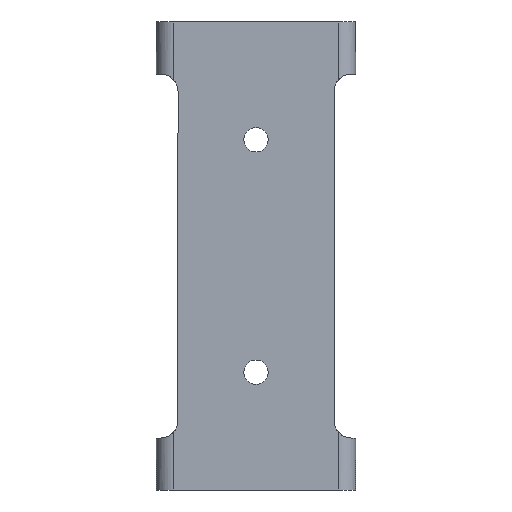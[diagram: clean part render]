
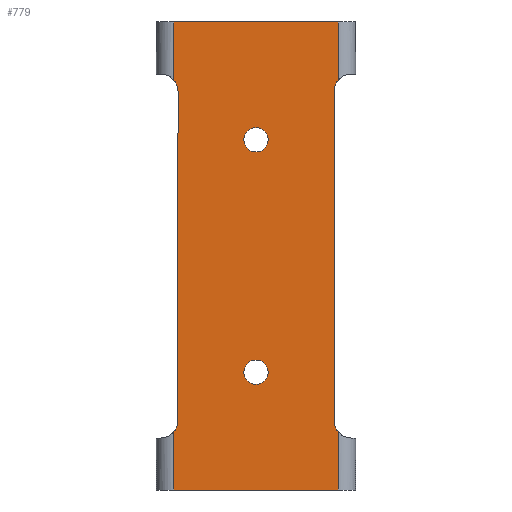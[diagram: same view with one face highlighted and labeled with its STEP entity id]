
A CAD part, front view. The second image highlights one B-rep face of the part: STEP entity #779.
In plain terms, the highlighted planar face has unit normal (0, -1, 0).
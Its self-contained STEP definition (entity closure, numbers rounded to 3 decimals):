
#23=FACE_BOUND('',#112,.T.);
#24=FACE_BOUND('',#113,.T.);
#40=PLANE('',#865);
#69=FACE_OUTER_BOUND('',#111,.T.);
#111=EDGE_LOOP('',(#610,#611,#612,#613,#614,#615,#616,#617,#618,#619,#620,
#621));
#112=EDGE_LOOP('',(#622));
#113=EDGE_LOOP('',(#623));
#178=LINE('',#1245,#252);
#181=LINE('',#1285,#255);
#184=LINE('',#1308,#258);
#185=LINE('',#1311,#259);
#186=LINE('',#1313,#260);
#187=LINE('',#1314,#261);
#188=LINE('',#1316,#262);
#189=LINE('',#1317,#263);
#252=VECTOR('',#993,10.);
#255=VECTOR('',#1010,10.);
#258=VECTOR('',#1023,10.);
#259=VECTOR('',#1026,10.);
#260=VECTOR('',#1027,10.);
#261=VECTOR('',#1028,10.);
#262=VECTOR('',#1029,10.);
#263=VECTOR('',#1030,10.);
#308=CIRCLE('',#851,2.);
#309=CIRCLE('',#854,2.);
#312=CIRCLE('',#858,2.);
#313=CIRCLE('',#861,2.);
#316=CIRCLE('',#866,1.4);
#317=CIRCLE('',#867,1.4);
#368=VERTEX_POINT('',#1222);
#370=VERTEX_POINT('',#1237);
#372=VERTEX_POINT('',#1243);
#373=VERTEX_POINT('',#1247);
#374=VERTEX_POINT('',#1248);
#376=VERTEX_POINT('',#1266);
#378=VERTEX_POINT('',#1281);
#379=VERTEX_POINT('',#1288);
#380=VERTEX_POINT('',#1304);
#382=VERTEX_POINT('',#1310);
#383=VERTEX_POINT('',#1312);
#384=VERTEX_POINT('',#1315);
#385=VERTEX_POINT('',#1318);
#386=VERTEX_POINT('',#1320);
#454=EDGE_CURVE('',#370,#368,#308,.T.);
#457=EDGE_CURVE('',#372,#370,#178,.T.);
#458=EDGE_CURVE('',#373,#374,#309,.F.);
#465=EDGE_CURVE('',#378,#376,#312,.T.);
#466=EDGE_CURVE('',#373,#378,#181,.T.);
#468=EDGE_CURVE('',#372,#379,#313,.F.);
#473=EDGE_CURVE('',#376,#380,#184,.T.);
#474=EDGE_CURVE('',#374,#382,#185,.F.);
#475=EDGE_CURVE('',#383,#382,#186,.T.);
#476=EDGE_CURVE('',#368,#383,#187,.F.);
#477=EDGE_CURVE('',#384,#379,#188,.T.);
#478=EDGE_CURVE('',#384,#380,#189,.T.);
#479=EDGE_CURVE('',#385,#385,#316,.T.);
#480=EDGE_CURVE('',#386,#386,#317,.T.);
#610=ORIENTED_EDGE('',*,*,#473,.F.);
#611=ORIENTED_EDGE('',*,*,#465,.F.);
#612=ORIENTED_EDGE('',*,*,#466,.F.);
#613=ORIENTED_EDGE('',*,*,#458,.T.);
#614=ORIENTED_EDGE('',*,*,#474,.T.);
#615=ORIENTED_EDGE('',*,*,#475,.F.);
#616=ORIENTED_EDGE('',*,*,#476,.F.);
#617=ORIENTED_EDGE('',*,*,#454,.F.);
#618=ORIENTED_EDGE('',*,*,#457,.F.);
#619=ORIENTED_EDGE('',*,*,#468,.T.);
#620=ORIENTED_EDGE('',*,*,#477,.F.);
#621=ORIENTED_EDGE('',*,*,#478,.T.);
#622=ORIENTED_EDGE('',*,*,#479,.F.);
#623=ORIENTED_EDGE('',*,*,#480,.F.);
#779=ADVANCED_FACE('',(#69,#23,#24),#40,.F.);
#851=AXIS2_PLACEMENT_3D('',#1239,#987,#988);
#854=AXIS2_PLACEMENT_3D('',#1249,#996,#997);
#858=AXIS2_PLACEMENT_3D('',#1283,#1006,#1007);
#861=AXIS2_PLACEMENT_3D('',#1289,#1014,#1015);
#865=AXIS2_PLACEMENT_3D('',#1309,#1024,#1025);
#866=AXIS2_PLACEMENT_3D('',#1319,#1031,#1032);
#867=AXIS2_PLACEMENT_3D('',#1321,#1033,#1034);
#987=DIRECTION('center_axis',(0.,-1.,0.));
#988=DIRECTION('ref_axis',(0.707,0.,0.707));
#993=DIRECTION('',(0.,0.,1.));
#996=DIRECTION('center_axis',(0.,-1.,0.));
#997=DIRECTION('ref_axis',(-0.707,0.,0.707));
#1006=DIRECTION('center_axis',(0.,-1.,0.));
#1007=DIRECTION('ref_axis',(-0.707,0.,-0.707));
#1010=DIRECTION('',(0.,0.,-1.));
#1014=DIRECTION('center_axis',(0.,-1.,0.));
#1015=DIRECTION('ref_axis',(0.707,0.,-0.707));
#1023=DIRECTION('',(0.,0.,-1.));
#1024=DIRECTION('center_axis',(0.,1.,0.));
#1025=DIRECTION('ref_axis',(0.,0.,1.));
#1026=DIRECTION('',(0.,0.,-1.));
#1027=DIRECTION('',(1.,0.,0.));
#1028=DIRECTION('',(0.,0.,-1.));
#1029=DIRECTION('',(0.,0.,1.));
#1030=DIRECTION('',(1.,0.,0.));
#1031=DIRECTION('center_axis',(0.,-1.,0.));
#1032=DIRECTION('ref_axis',(1.,0.,0.));
#1033=DIRECTION('center_axis',(0.,-1.,0.));
#1034=DIRECTION('ref_axis',(1.,0.,0.));
#1222=CARTESIAN_POINT('',(-9.5,0.,20.323));
#1237=CARTESIAN_POINT('',(-9.,0.,19.));
#1239=CARTESIAN_POINT('Origin',(-11.,0.,19.));
#1243=CARTESIAN_POINT('',(-9.,0.,-19.));
#1245=CARTESIAN_POINT('',(-9.,0.,-27.));
#1247=CARTESIAN_POINT('',(9.,0.,19.));
#1248=CARTESIAN_POINT('',(9.5,0.,20.323));
#1249=CARTESIAN_POINT('Origin',(11.,0.,19.));
#1266=CARTESIAN_POINT('',(9.5,0.,-20.323));
#1281=CARTESIAN_POINT('',(9.,0.,-19.));
#1283=CARTESIAN_POINT('Origin',(11.,0.,-19.));
#1285=CARTESIAN_POINT('',(9.,0.,27.));
#1288=CARTESIAN_POINT('',(-9.5,0.,-20.323));
#1289=CARTESIAN_POINT('Origin',(-11.,0.,-19.));
#1304=CARTESIAN_POINT('',(9.5,0.,-27.));
#1308=CARTESIAN_POINT('',(9.5,0.,-13.5));
#1309=CARTESIAN_POINT('Origin',(0.,0.,0.));
#1310=CARTESIAN_POINT('',(9.5,0.,27.));
#1311=CARTESIAN_POINT('',(9.5,0.,13.5));
#1312=CARTESIAN_POINT('',(-9.5,0.,27.));
#1313=CARTESIAN_POINT('',(-11.5,0.,27.));
#1314=CARTESIAN_POINT('',(-9.5,0.,13.5));
#1315=CARTESIAN_POINT('',(-9.5,0.,-27.));
#1316=CARTESIAN_POINT('',(-9.5,0.,-13.5));
#1317=CARTESIAN_POINT('',(9.,0.,-27.));
#1318=CARTESIAN_POINT('',(-1.4,0.,-13.405));
#1319=CARTESIAN_POINT('Origin',(0.,0.,-13.405));
#1320=CARTESIAN_POINT('',(-1.4,0.,13.405));
#1321=CARTESIAN_POINT('Origin',(0.,0.,13.405));
